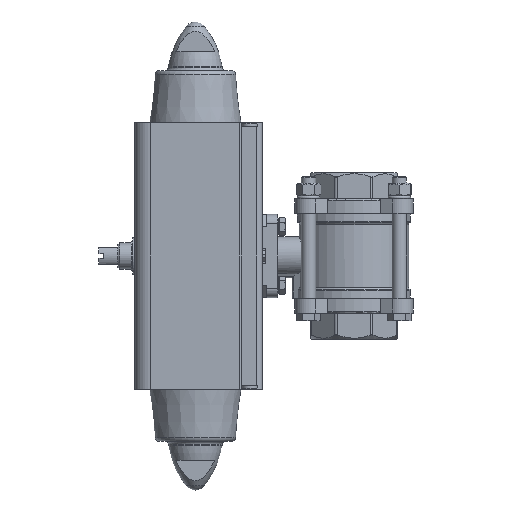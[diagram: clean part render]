
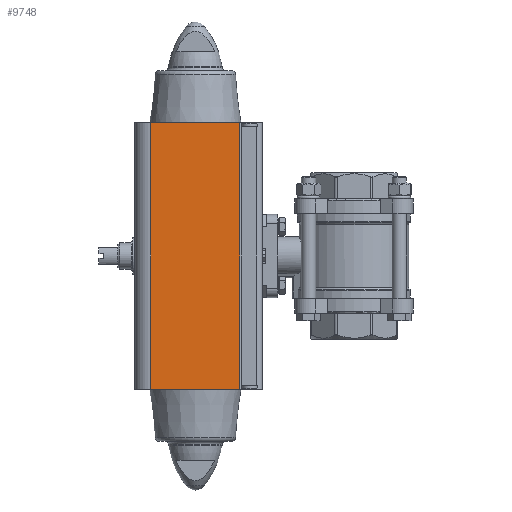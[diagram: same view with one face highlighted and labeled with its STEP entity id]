
A CAD part, left-side view. The second image highlights one B-rep face of the part: STEP entity #9748.
In plain terms, the highlighted planar face has unit normal (-1, 0, 0).
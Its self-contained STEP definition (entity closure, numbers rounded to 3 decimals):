
#2633=ORIENTED_EDGE('',*,*,#4407,.T.);
#2634=ORIENTED_EDGE('',*,*,#4446,.F.);
#2635=ORIENTED_EDGE('',*,*,#4432,.F.);
#2636=ORIENTED_EDGE('',*,*,#4447,.T.);
#4407=EDGE_CURVE('',#5474,#5473,#6312,.T.);
#4432=EDGE_CURVE('',#5492,#5493,#6326,.T.);
#4446=EDGE_CURVE('',#5493,#5473,#6327,.T.);
#4447=EDGE_CURVE('',#5492,#5474,#6328,.T.);
#5473=VERTEX_POINT('',#16403);
#5474=VERTEX_POINT('',#16405);
#5492=VERTEX_POINT('',#16451);
#5493=VERTEX_POINT('',#16453);
#6312=LINE('',#16404,#7092);
#6326=LINE('',#16452,#7106);
#6327=LINE('',#16538,#7107);
#6328=LINE('',#16539,#7108);
#7092=VECTOR('',#12794,1000.);
#7106=VECTOR('',#12838,1000.);
#7107=VECTOR('',#12863,1000.);
#7108=VECTOR('',#12864,1000.);
#7854=EDGE_LOOP('',(#2633,#2634,#2635,#2636));
#8686=FACE_BOUND('',#7854,.T.);
#9260=PLANE('',#10690);
#9748=ADVANCED_FACE('',(#8686),#9260,.F.);
#10690=AXIS2_PLACEMENT_3D('',#16537,#12861,#12862);
#12794=DIRECTION('',(0.,-1.,0.));
#12838=DIRECTION('',(0.,-1.,0.));
#12861=DIRECTION('',(1.,0.,0.));
#12862=DIRECTION('',(0.,0.,-1.));
#12863=DIRECTION('',(0.,0.,-1.));
#12864=DIRECTION('',(0.,0.,-1.));
#16403=CARTESIAN_POINT('',(-51.,-37.316,-111.93));
#16404=CARTESIAN_POINT('',(-51.,37.56,-111.93));
#16405=CARTESIAN_POINT('',(-51.,37.56,-111.93));
#16451=CARTESIAN_POINT('',(-51.,37.56,111.93));
#16452=CARTESIAN_POINT('',(-51.,37.56,111.93));
#16453=CARTESIAN_POINT('',(-51.,-37.316,111.93));
#16537=CARTESIAN_POINT('',(-51.,37.56,111.93));
#16538=CARTESIAN_POINT('',(-51.,-37.316,111.93));
#16539=CARTESIAN_POINT('',(-51.,37.56,111.93));
